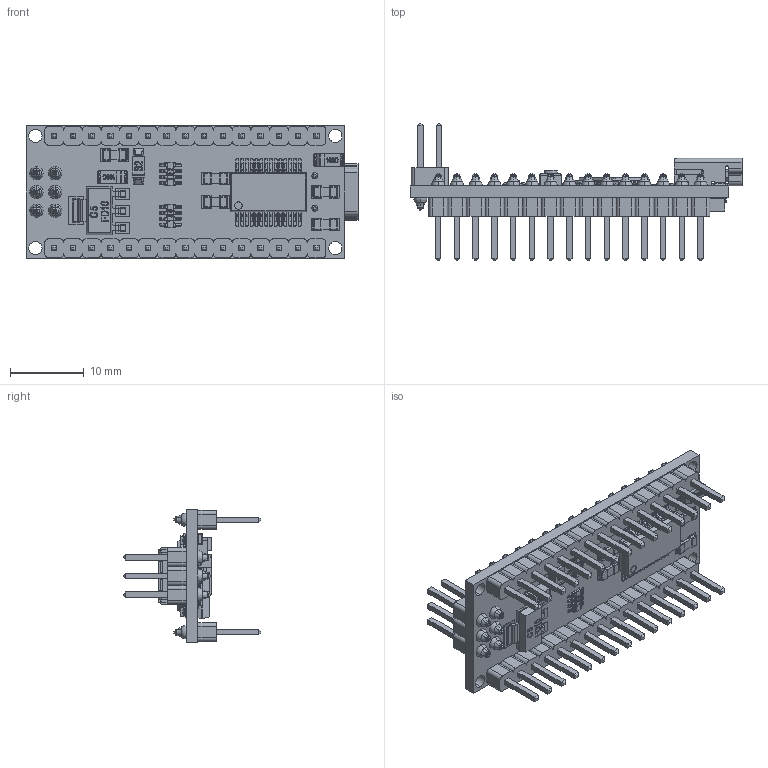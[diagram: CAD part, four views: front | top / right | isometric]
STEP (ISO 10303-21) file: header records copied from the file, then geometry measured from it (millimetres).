
FILE_DESCRIPTION (( 'STEP AP214' ), '1' );
FILE_NAME ('arduino nano.STEP', '2017-08-21T18:14:49', ( 'Arthur' ), ( '' ), 'SwSTEP 2.0', 'SolidWorks 2015', '' );
FILE_SCHEMA (( 'AUTOMOTIVE_DESIGN' ));
Length unit declared in the file: millimetre
Products named in the file (21): MINIUSBCORE; MINIUSBSHELL; 16mhz crystal - measured; led; smt_resistor222; ftdi FT232rl; atmega328; 15pin_header__; 2pin_header__02; nano-board; 102 RESISTOR PACK; 189 RESISTOR PACK; arduino nano; NANO DIODE; nano - reg; reset button; reset shell; reset core; cap106C; MINIUSB - MEASURED; MINI USB CONTACT
Assembly tree (35 placements, depth 3):
  arduino nano
    nano-board
    2pin_header__02  x3
    15pin_header__  x2
    atmega328
    ftdi FT232rl
    smt_resistor222  x5
    led  x4
    16mhz crystal - measured
    MINIUSB - MEASURED
      MINIUSBSHELL
      MINIUSBCORE
      MINI USB CONTACT  x5
    cap106C  x2
    reset button
      reset core
      reset shell
    nano - reg
    NANO DIODE
    189 RESISTOR PACK
    102 RESISTOR PACK
Bounding box: 45 x 18.6 x 18 mm (x, y, z)
Volume: 2409.7 mm3; surface area: 5794 mm2
Topology: 55 solids, 55 shells, 6295 faces, 16087 edges, 10211 vertices
Faces by surface type: plane 3451, cylinder 1552, torus 715, bspline 504, sphere 69, cone 4
Entity records: 208249 total; most frequent: CARTESIAN_POINT 46699, ORIENTED_EDGE 26406, DIRECTION 25044, EDGE_CURVE 13203, VERTEX_POINT 8445, AXIS2_PLACEMENT_3D 8426, VECTOR 8192, LINE 8192
